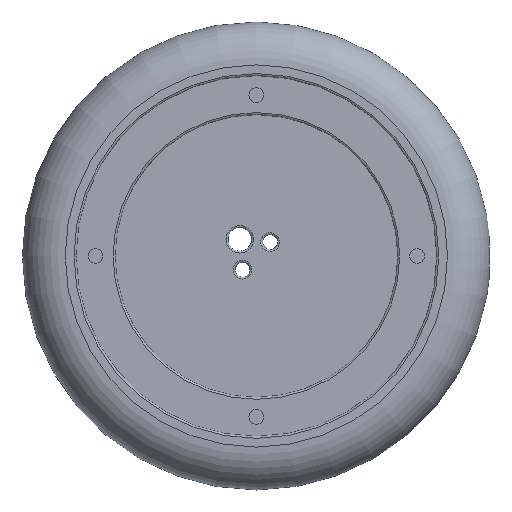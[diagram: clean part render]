
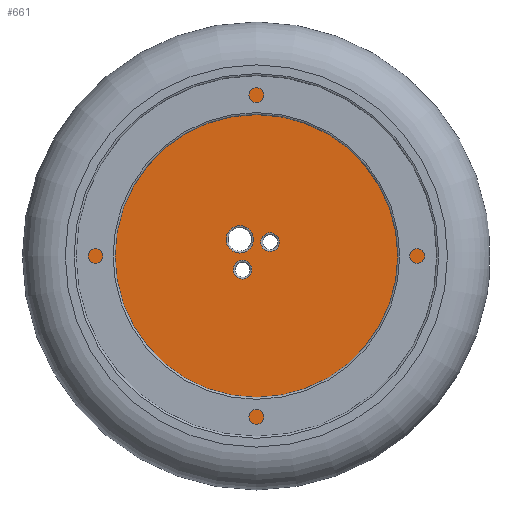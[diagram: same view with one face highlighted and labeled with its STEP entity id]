
A CAD part, front view. The second image highlights one B-rep face of the part: STEP entity #661.
In plain terms, the highlighted planar face has unit normal (0, -1, 0).
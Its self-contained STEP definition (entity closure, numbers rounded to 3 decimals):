
#16=FACE_BOUND('',#168,.T.);
#17=FACE_BOUND('',#169,.T.);
#18=FACE_BOUND('',#170,.T.);
#38=PLANE('',#739);
#126=FACE_OUTER_BOUND('',#167,.T.);
#167=EDGE_LOOP('',(#524));
#168=EDGE_LOOP('',(#525));
#169=EDGE_LOOP('',(#526));
#170=EDGE_LOOP('',(#527));
#240=CIRCLE('',#735,3.5);
#244=CIRCLE('',#740,49.75);
#245=CIRCLE('',#741,2.4);
#246=CIRCLE('',#742,2.4);
#310=VERTEX_POINT('',#1335);
#313=VERTEX_POINT('',#1343);
#314=VERTEX_POINT('',#1345);
#315=VERTEX_POINT('',#1347);
#389=EDGE_CURVE('',#310,#310,#240,.T.);
#393=EDGE_CURVE('',#313,#313,#244,.T.);
#394=EDGE_CURVE('',#314,#314,#245,.T.);
#395=EDGE_CURVE('',#315,#315,#246,.T.);
#524=ORIENTED_EDGE('',*,*,#393,.F.);
#525=ORIENTED_EDGE('',*,*,#394,.F.);
#526=ORIENTED_EDGE('',*,*,#395,.F.);
#527=ORIENTED_EDGE('',*,*,#389,.F.);
#661=ADVANCED_FACE('',(#126,#16,#17,#18),#38,.T.);
#735=AXIS2_PLACEMENT_3D('',#1336,#871,#872);
#739=AXIS2_PLACEMENT_3D('',#1342,#879,#880);
#740=AXIS2_PLACEMENT_3D('',#1344,#881,#882);
#741=AXIS2_PLACEMENT_3D('',#1346,#883,#884);
#742=AXIS2_PLACEMENT_3D('',#1348,#885,#886);
#871=DIRECTION('center_axis',(0.,-1.,0.));
#872=DIRECTION('ref_axis',(-1.,0.,0.));
#879=DIRECTION('center_axis',(0.,-1.,0.));
#880=DIRECTION('ref_axis',(0.,0.,-1.));
#881=DIRECTION('center_axis',(0.,1.,0.));
#882=DIRECTION('ref_axis',(1.,0.,0.));
#883=DIRECTION('center_axis',(0.,-1.,0.));
#884=DIRECTION('ref_axis',(-1.,0.,0.));
#885=DIRECTION('center_axis',(0.,-1.,0.));
#886=DIRECTION('ref_axis',(-1.,0.,0.));
#1335=CARTESIAN_POINT('',(-4.243,19.,0.743));
#1336=CARTESIAN_POINT('Origin',(-4.243,19.,4.243));
#1342=CARTESIAN_POINT('Origin',(49.75,19.,0.));
#1343=CARTESIAN_POINT('',(0.,19.,-49.75));
#1344=CARTESIAN_POINT('Origin',(0.,19.,0.));
#1345=CARTESIAN_POINT('',(3.536,19.,1.136));
#1346=CARTESIAN_POINT('Origin',(3.536,19.,3.536));
#1347=CARTESIAN_POINT('',(-3.536,19.,-5.936));
#1348=CARTESIAN_POINT('Origin',(-3.536,19.,-3.536));
